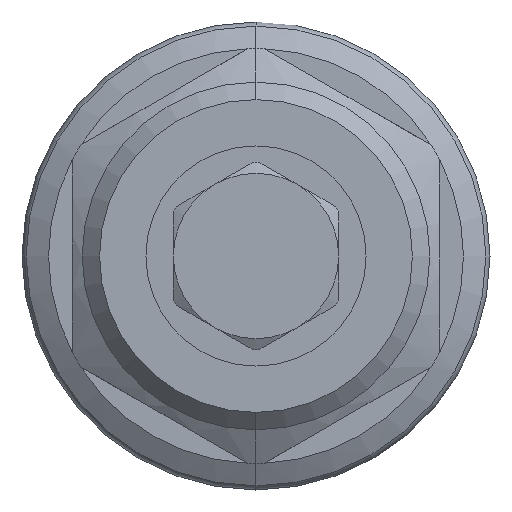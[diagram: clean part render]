
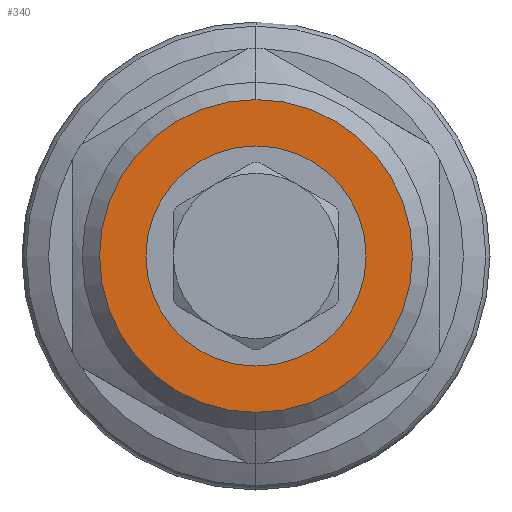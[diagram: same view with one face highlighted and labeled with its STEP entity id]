
A CAD part, left-side view. The second image highlights one B-rep face of the part: STEP entity #340.
In plain terms, the highlighted planar face has unit normal (-1, 0, 0).
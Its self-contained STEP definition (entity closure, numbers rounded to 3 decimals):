
#340 = ADVANCED_FACE ( 'NONE', ( #3723, #6571 ), #4889, .F. ) ;
#413 = CARTESIAN_POINT ( 'NONE',  ( 22.904, 0., 0. ) ) ;
#606 = CARTESIAN_POINT ( 'NONE',  ( 22.904, 0., 13.5 ) ) ;
#848 = EDGE_LOOP ( 'NONE', ( #8830, #4442 ) ) ;
#1259 = CARTESIAN_POINT ( 'NONE',  ( 22.904, 0., 0. ) ) ;
#1350 = EDGE_CURVE ( 'NONE', #4820, #7982, #3231, .T. ) ;
#1442 = AXIS2_PLACEMENT_3D ( 'NONE', #1579, #8602, #4695 ) ;
#1537 = CARTESIAN_POINT ( 'NONE',  ( 22.904, 9.5, 0. ) ) ;
#1579 = CARTESIAN_POINT ( 'NONE',  ( 22.904, 0., 0. ) ) ;
#1687 = CARTESIAN_POINT ( 'NONE',  ( 22.904, 0., 0. ) ) ;
#2007 = DIRECTION ( 'NONE',  ( -1., 0., 0. ) ) ;
#2356 = CIRCLE ( 'NONE', #6818, 9.5 ) ;
#2358 = DIRECTION ( 'NONE',  ( 0., 0., -1. ) ) ;
#2454 = CIRCLE ( 'NONE', #1442, 13.5 ) ;
#2785 = EDGE_CURVE ( 'NONE', #7090, #6914, #2356, .T. ) ;
#2802 = EDGE_LOOP ( 'NONE', ( #6416, #7427 ) ) ;
#3231 = CIRCLE ( 'NONE', #4554, 13.5 ) ;
#3289 = DIRECTION ( 'NONE',  ( -1., 0., 0. ) ) ;
#3723 = FACE_OUTER_BOUND ( 'NONE', #2802, .T. ) ;
#4107 = EDGE_CURVE ( 'NONE', #7982, #4820, #2454, .T. ) ;
#4442 = ORIENTED_EDGE ( 'NONE', *, *, #2785, .F. ) ;
#4523 = CIRCLE ( 'NONE', #8073, 9.5 ) ;
#4554 = AXIS2_PLACEMENT_3D ( 'NONE', #7680, #8524, #2358 ) ;
#4695 = DIRECTION ( 'NONE',  ( 0., 0., -1. ) ) ;
#4820 = VERTEX_POINT ( 'NONE', #606 ) ;
#4889 = PLANE ( 'NONE',  #6160 ) ;
#5171 = DIRECTION ( 'NONE',  ( 0., 1., 0. ) ) ;
#5884 = CARTESIAN_POINT ( 'NONE',  ( 22.904, -9.5, 0. ) ) ;
#5993 = DIRECTION ( 'NONE',  ( 1., 0., 0. ) ) ;
#6160 = AXIS2_PLACEMENT_3D ( 'NONE', #413, #5993, #7559 ) ;
#6416 = ORIENTED_EDGE ( 'NONE', *, *, #4107, .F. ) ;
#6571 = FACE_BOUND ( 'NONE', #848, .T. ) ;
#6818 = AXIS2_PLACEMENT_3D ( 'NONE', #1687, #3289, #8029 ) ;
#6914 = VERTEX_POINT ( 'NONE', #1537 ) ;
#7090 = VERTEX_POINT ( 'NONE', #5884 ) ;
#7138 = EDGE_CURVE ( 'NONE', #6914, #7090, #4523, .T. ) ;
#7427 = ORIENTED_EDGE ( 'NONE', *, *, #1350, .F. ) ;
#7559 = DIRECTION ( 'NONE',  ( 0., 0., -1. ) ) ;
#7680 = CARTESIAN_POINT ( 'NONE',  ( 22.904, 0., 0. ) ) ;
#7982 = VERTEX_POINT ( 'NONE', #9257 ) ;
#8029 = DIRECTION ( 'NONE',  ( 0., 1., 0. ) ) ;
#8073 = AXIS2_PLACEMENT_3D ( 'NONE', #1259, #2007, #5171 ) ;
#8524 = DIRECTION ( 'NONE',  ( 1., 0., 0. ) ) ;
#8602 = DIRECTION ( 'NONE',  ( 1., 0., 0. ) ) ;
#8830 = ORIENTED_EDGE ( 'NONE', *, *, #7138, .F. ) ;
#9257 = CARTESIAN_POINT ( 'NONE',  ( 22.904, 0., -13.5 ) ) ;
